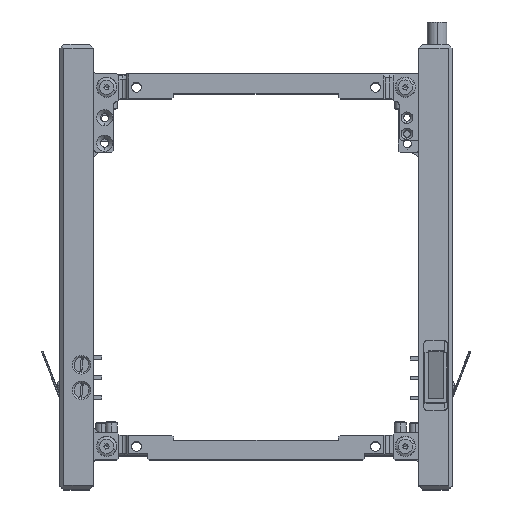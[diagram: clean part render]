
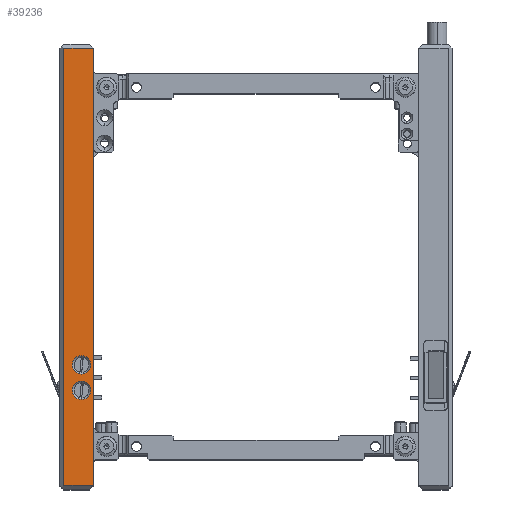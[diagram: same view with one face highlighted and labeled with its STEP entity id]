
A CAD part, top view. The second image highlights one B-rep face of the part: STEP entity #39236.
In plain terms, the highlighted planar face has unit normal (0, 0, 1).
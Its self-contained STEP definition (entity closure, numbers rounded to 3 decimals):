
#4245=DIRECTION('',(0.,1.,0.));
#4246=VECTOR('',#4245,111.5);
#4247=CARTESIAN_POINT('',(-41.5,-6.55,50.));
#4248=LINE('',#4247,#4246);
#4508=DIRECTION('',(-1.,0.,0.));
#4509=VECTOR('',#4508,7.5);
#4510=CARTESIAN_POINT('',(-41.5,104.95,50.));
#4511=LINE('',#4510,#4509);
#4516=CARTESIAN_POINT('',(-44.5,17.7,50.));
#4517=DIRECTION('',(0.,0.,1.));
#4518=DIRECTION('',(0.,-1.,0.));
#4519=AXIS2_PLACEMENT_3D('',#4516,#4517,#4518);
#4521=CARTESIAN_POINT('',(-44.5,17.7,50.));
#4522=DIRECTION('',(0.,0.,1.));
#4523=DIRECTION('',(0.,1.,0.));
#4524=AXIS2_PLACEMENT_3D('',#4521,#4522,#4523);
#4526=CARTESIAN_POINT('',(-44.5,24.2,50.));
#4527=DIRECTION('',(0.,0.,1.));
#4528=DIRECTION('',(0.,-1.,0.));
#4529=AXIS2_PLACEMENT_3D('',#4526,#4527,#4528);
#4531=CARTESIAN_POINT('',(-44.5,24.2,50.));
#4532=DIRECTION('',(0.,0.,1.));
#4533=DIRECTION('',(0.,1.,0.));
#4534=AXIS2_PLACEMENT_3D('',#4531,#4532,#4533);
#4544=DIRECTION('',(1.,0.,0.));
#4545=VECTOR('',#4544,7.5);
#4546=CARTESIAN_POINT('',(-49.,-6.55,50.));
#4547=LINE('',#4546,#4545);
#4616=DIRECTION('',(0.,-1.,0.));
#4617=VECTOR('',#4616,111.5);
#4618=CARTESIAN_POINT('',(-49.,104.95,50.));
#4619=LINE('',#4618,#4617);
#29138=CARTESIAN_POINT('',(-49.,-6.55,50.));
#29139=CARTESIAN_POINT('',(-41.5,-6.55,50.));
#29140=VERTEX_POINT('',#29138);
#29141=VERTEX_POINT('',#29139);
#29142=CARTESIAN_POINT('',(-49.,104.95,50.));
#29143=VERTEX_POINT('',#29142);
#29144=CARTESIAN_POINT('',(-41.5,104.95,50.));
#29145=VERTEX_POINT('',#29144);
#29146=CARTESIAN_POINT('',(-44.5,15.35,50.));
#29147=CARTESIAN_POINT('',(-44.5,20.05,50.));
#29148=VERTEX_POINT('',#29146);
#29149=VERTEX_POINT('',#29147);
#29150=CARTESIAN_POINT('',(-44.5,21.85,50.));
#29151=CARTESIAN_POINT('',(-44.5,26.55,50.));
#29152=VERTEX_POINT('',#29150);
#29153=VERTEX_POINT('',#29151);
#39211=CARTESIAN_POINT('',(-50.,49.2,50.));
#39212=DIRECTION('',(0.,0.,-1.));
#39213=DIRECTION('',(0.,1.,0.));
#39214=AXIS2_PLACEMENT_3D('',#39211,#39212,#39213);
#39215=PLANE('',#39214);
#39217=ORIENTED_EDGE('',*,*,#39216,.F.);
#39219=ORIENTED_EDGE('',*,*,#39218,.F.);
#39220=ORIENTED_EDGE('',*,*,#39200,.F.);
#39221=ORIENTED_EDGE('',*,*,#38903,.F.);
#39222=EDGE_LOOP('',(#39217,#39219,#39220,#39221));
#39223=FACE_OUTER_BOUND('',#39222,.F.);
#39225=ORIENTED_EDGE('',*,*,#39224,.T.);
#39227=ORIENTED_EDGE('',*,*,#39226,.T.);
#39228=EDGE_LOOP('',(#39225,#39227));
#39229=FACE_BOUND('',#39228,.F.);
#39231=ORIENTED_EDGE('',*,*,#39230,.T.);
#39233=ORIENTED_EDGE('',*,*,#39232,.T.);
#39234=EDGE_LOOP('',(#39231,#39233));
#39235=FACE_BOUND('',#39234,.F.);
#39236=ADVANCED_FACE('',(#39223,#39229,#39235),#39215,.F.);
#4520=CIRCLE('',#4519,2.35);
#4525=CIRCLE('',#4524,2.35);
#4530=CIRCLE('',#4529,2.35);
#4535=CIRCLE('',#4534,2.35);
#38903=EDGE_CURVE('',#29141,#29145,#4248,.T.);
#39200=EDGE_CURVE('',#29145,#29143,#4511,.T.);
#39216=EDGE_CURVE('',#29140,#29141,#4547,.T.);
#39218=EDGE_CURVE('',#29143,#29140,#4619,.T.);
#39224=EDGE_CURVE('',#29148,#29149,#4520,.T.);
#39226=EDGE_CURVE('',#29149,#29148,#4525,.T.);
#39230=EDGE_CURVE('',#29152,#29153,#4530,.T.);
#39232=EDGE_CURVE('',#29153,#29152,#4535,.T.);
